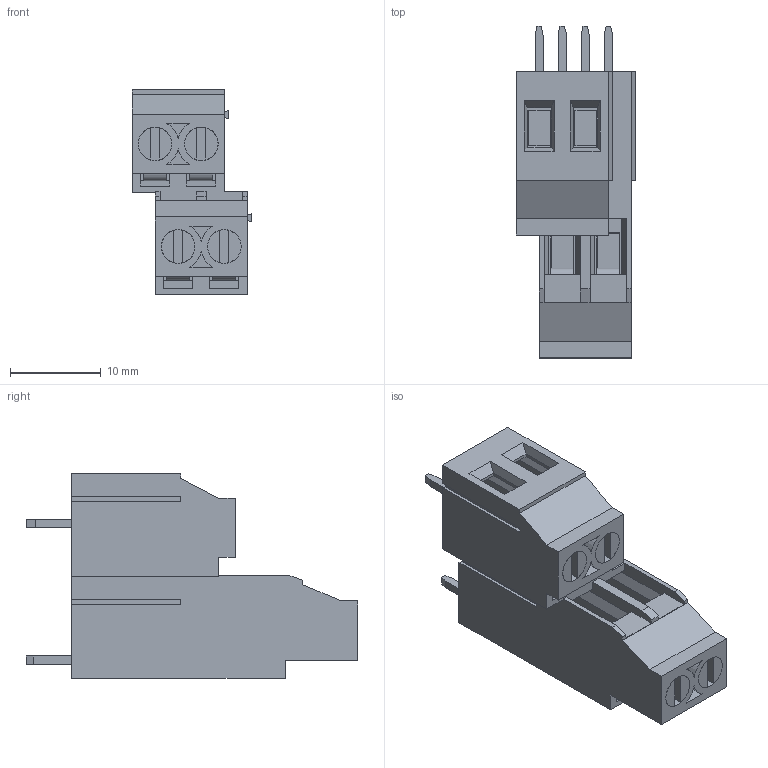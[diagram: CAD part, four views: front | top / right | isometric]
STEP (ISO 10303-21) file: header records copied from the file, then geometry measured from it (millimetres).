
FILE_DESCRIPTION(/* description */ ('Unknown'),/* implementation_level */ '2;1');
FILE_NAME(/* name */ '691233510004',/* time_stamp */ '2016-03-16T17:03:30+01:00',/* author */ ('Unknown'),/* organization */ ('Unknown'),/* preprocessor_version */ 'ST-DEVELOPER v16',/* originating_system */ 'DEX',/* authorisation */ $);
FILE_SCHEMA (('AUTOMOTIVE_DESIGN {1 0 10303 214 3 1 1}'));
Length unit declared in the file: millimetre
Products named in the file (7): 6912335100xx; 691233510004; 6912335100xx_MASS; 6912335100xx_PIN_SMALL; 6912335100xx_PIN_LONG; 6912335100xx_VIS; 691233510004_BACK
Assembly tree (14 placements, depth 2):
  6912335100xx
    691233510004
    6912335100xx_MASS  x4
    6912335100xx_PIN_SMALL  x2
    6912335100xx_PIN_LONG  x2
    6912335100xx_VIS  x4
    691233510004_BACK
Bounding box: 13.2 x 36.5 x 22.5 mm (x, y, z)
Volume: 3252 mm3; surface area: 7502.6 mm2
Topology: 14 solids, 14 shells, 508 faces, 1382 edges, 905 vertices
Faces by surface type: plane 450, cylinder 58
Full cylindrical faces by diameter (mm): 1 x6, 2.497 x4, 2.5 x4, 2.9 x4, 3.7 x8
Entity records: 12227 total; most frequent: CARTESIAN_POINT 2136, ORIENTED_EDGE 2092, DIRECTION 1917, EDGE_CURVE 1046, LINE 969, VECTOR 969, VERTEX_POINT 693, AXIS2_PLACEMENT_3D 474
